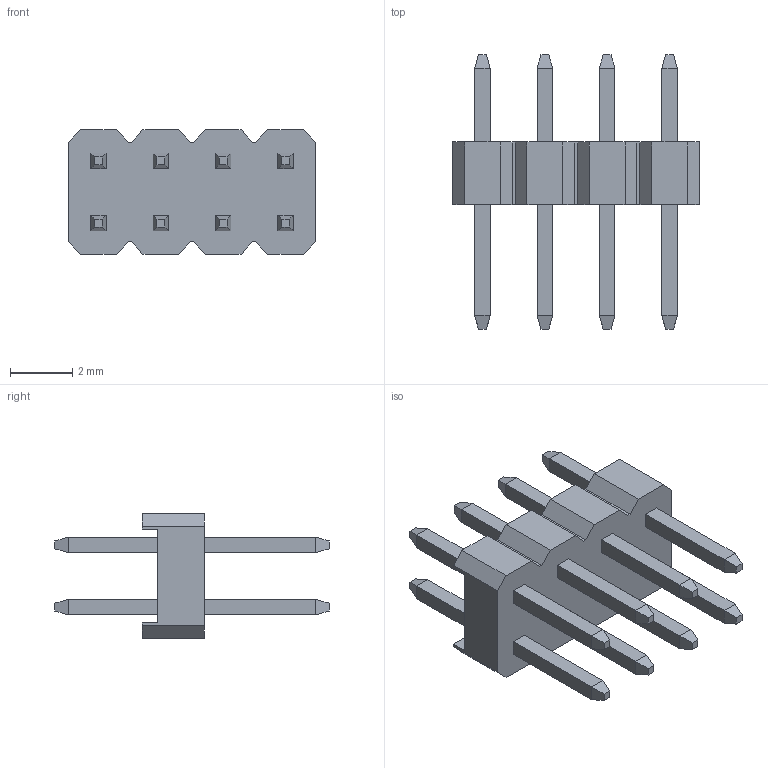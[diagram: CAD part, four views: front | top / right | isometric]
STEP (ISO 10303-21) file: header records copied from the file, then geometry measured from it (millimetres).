
FILE_DESCRIPTION(('STEP AP214'),'1');
FILE_NAME('pin_header_a-sl200-dg-g08d.stp','2015-05-06T14:52:29',('TraceParts'),('TraceParts S.A.'),'XStep 1.0',' ',' ');
FILE_SCHEMA(('automotive_design'));
Length unit declared in the file: millimetre
Products named in the file (1): 1
Bounding box: 7.9 x 8.8 x 4 mm (x, y, z)
Volume: 62.3 mm3; surface area: 225.9 mm2
Topology: 1 solids, 1 shells, 182 faces, 428 edges, 264 vertices
Faces by surface type: plane 182
Entity records: 9952 total; most frequent: CARTESIAN_POINT 875, STYLED_ITEM 874, PRESENTATION_STYLE_ASSIGNMENT 874, COLOUR_RGB 874, ORIENTED_EDGE 856, DIRECTION 794, EDGE_CURVE 428, CURVE_STYLE 428
